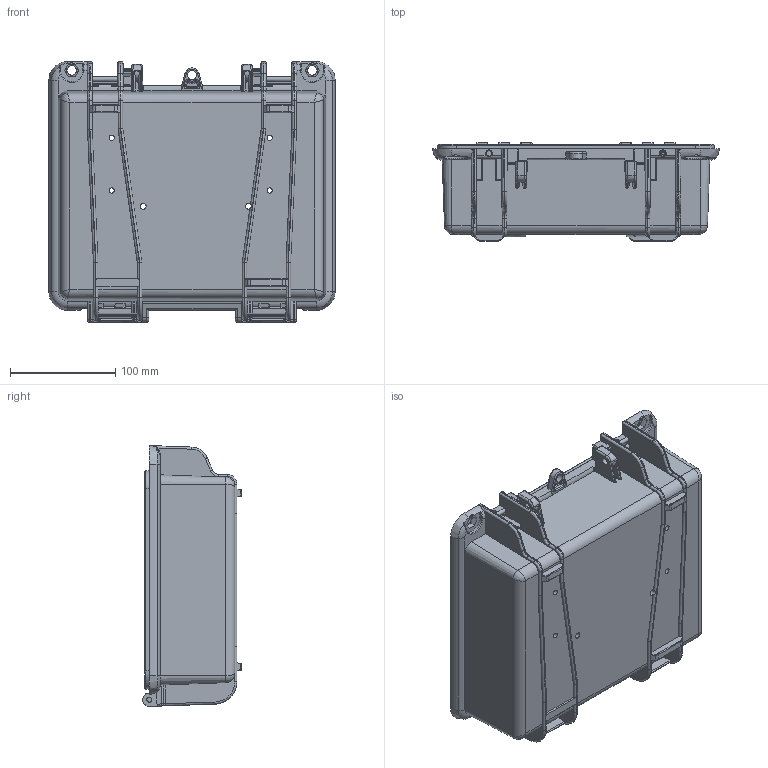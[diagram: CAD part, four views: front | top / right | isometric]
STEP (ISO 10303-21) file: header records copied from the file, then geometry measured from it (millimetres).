
FILE_DESCRIPTION(/* description */ (''),/* implementation_level */ '2;1');
FILE_NAME(/* name */ 'se300-t-b.stp',/* time_stamp */ '2021-08-02T20:58:40-07:00',/* author */ ('Jorian Brusind'),/* organization */ (''),/* preprocessor_version */ 'ST-DEVELOPER v18.1',/* originating_system */ 'Autodesk Inventor 2021',/* authorisation */ '');
FILE_SCHEMA (('AUTOMOTIVE_DESIGN { 1 0 10303 214 3 1 1 }'));
Length unit declared in the file: millimetre
Products named in the file (2): se300-t-b; 7310_300_Bottom_Rev-M_4-7-17(Default)_1
Assembly tree (1 placements, depth 2):
  se300-t-b
    7310_300_Bottom_Rev-M_4-7-17(Default)_1
Bounding box: 271.78 x 93.73 x 247.62 mm (x, y, z)
Volume: 752886.8 mm3; surface area: 305390.5 mm2
Topology: 1 solids, 1 shells, 963 faces, 2541 edges, 1588 vertices
Faces by surface type: cylinder 405, plane 336, bspline 122, torus 51, cone 37, sphere 12
Full cylindrical faces by diameter (mm): 4.572 x2, 5 x4, 5.5 x2, 6.223 x2, 6.35 x2, 15.875 x9
Entity records: 37464 total; most frequent: CARTESIAN_POINT 13460, DIRECTION 5184, ORIENTED_EDGE 5046, EDGE_CURVE 2523, AXIS2_PLACEMENT_3D 1966, VERTEX_POINT 1588, LINE 1252, VECTOR 1252
